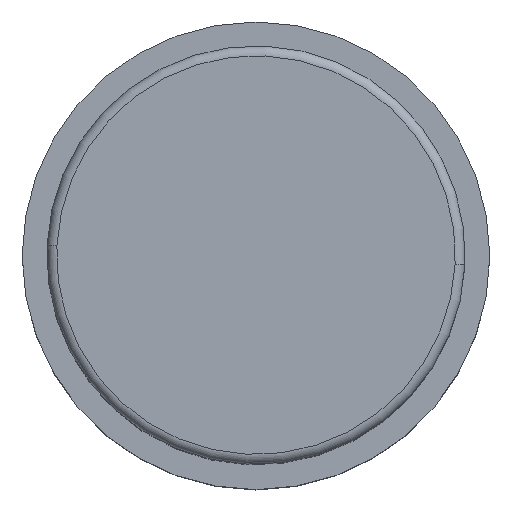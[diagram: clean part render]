
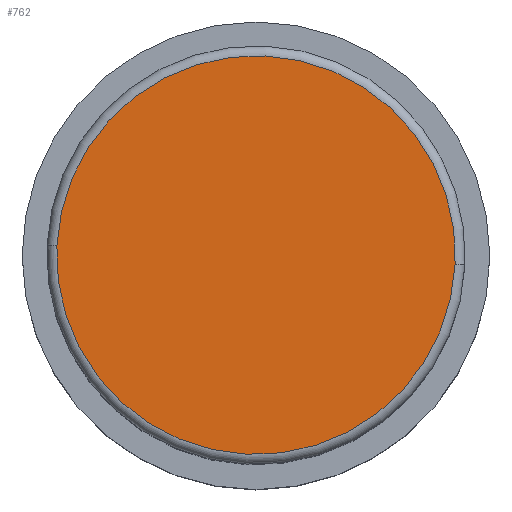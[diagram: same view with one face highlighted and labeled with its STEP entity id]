
A CAD part, top view. The second image highlights one B-rep face of the part: STEP entity #762.
In plain terms, the highlighted planar face has unit normal (0, 0, 1).
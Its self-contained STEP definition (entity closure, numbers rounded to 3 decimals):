
#101 = PLANE ( 'NONE',  #164 ) ;
#163 = EDGE_CURVE ( 'NONE', #828, #956, #617, .T. ) ;
#164 = AXIS2_PLACEMENT_3D ( 'NONE', #398, #954, #481 ) ;
#213 = DIRECTION ( 'NONE',  ( 0., 0., 1. ) ) ;
#295 = CARTESIAN_POINT ( 'NONE',  ( 0., 0., 8. ) ) ;
#320 = AXIS2_PLACEMENT_3D ( 'NONE', #716, #213, #978 ) ;
#345 = ORIENTED_EDGE ( 'NONE', *, *, #163, .T. ) ;
#349 = CIRCLE ( 'NONE', #578, 4.05 ) ;
#365 = DIRECTION ( 'NONE',  ( 1., 0., 0. ) ) ;
#398 = CARTESIAN_POINT ( 'NONE',  ( 0., 0., 8. ) ) ;
#435 = EDGE_LOOP ( 'NONE', ( #552, #345 ) ) ;
#481 = DIRECTION ( 'NONE',  ( 1., 0., 0. ) ) ;
#510 = EDGE_CURVE ( 'NONE', #956, #828, #349, .T. ) ;
#552 = ORIENTED_EDGE ( 'NONE', *, *, #510, .T. ) ;
#578 = AXIS2_PLACEMENT_3D ( 'NONE', #295, #846, #365 ) ;
#617 = CIRCLE ( 'NONE', #320, 4.05 ) ;
#631 = CARTESIAN_POINT ( 'NONE',  ( -4.05, 0., 8. ) ) ;
#716 = CARTESIAN_POINT ( 'NONE',  ( 0., 0., 8. ) ) ;
#742 = FACE_OUTER_BOUND ( 'NONE', #435, .T. ) ;
#762 = ADVANCED_FACE ( 'NONE', ( #742 ), #101, .T. ) ;
#807 = CARTESIAN_POINT ( 'NONE',  ( 4.05, 0., 8. ) ) ;
#828 = VERTEX_POINT ( 'NONE', #631 ) ;
#846 = DIRECTION ( 'NONE',  ( 0., 0., 1. ) ) ;
#954 = DIRECTION ( 'NONE',  ( 0., 0., 1. ) ) ;
#956 = VERTEX_POINT ( 'NONE', #807 ) ;
#978 = DIRECTION ( 'NONE',  ( 1., 0., 0. ) ) ;
